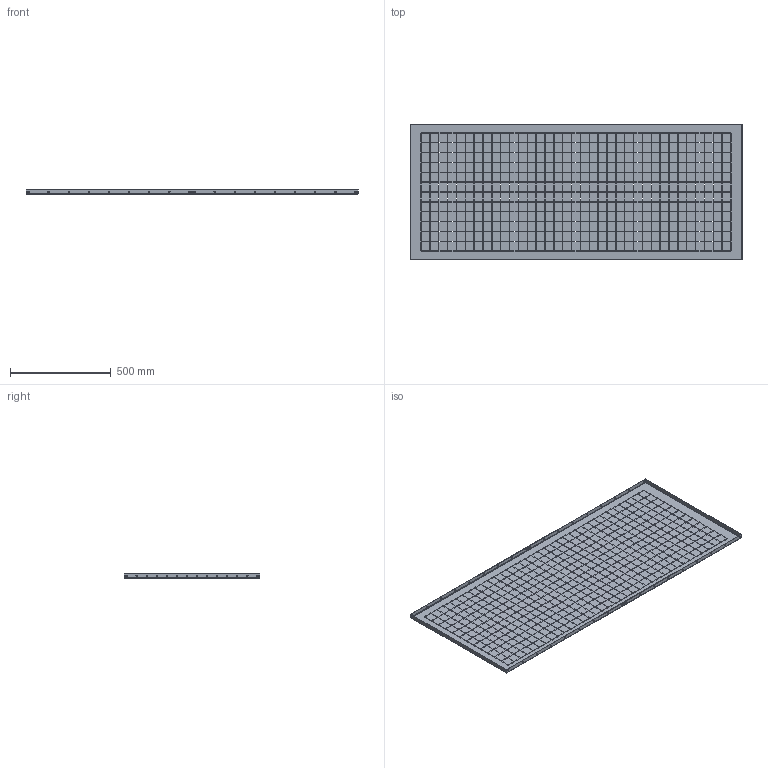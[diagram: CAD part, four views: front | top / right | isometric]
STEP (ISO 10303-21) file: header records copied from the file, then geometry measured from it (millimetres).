
FILE_DESCRIPTION (( 'STEP AP214' ), '1' );
FILE_NAME ('ÌÈ-2571.00.00.001 Ïåðåãîðîäêà âåðòèêàëüíàÿ ïî ãëóáèíå øêàôà 1800õ800.STEP', '2022-12-09T06:24:32', ( '' ), ( '' ), 'SwSTEP 2.0', 'SolidWorks 2021', '' );
FILE_SCHEMA (( 'AUTOMOTIVE_DESIGN' ));
Length unit declared in the file: millimetre
Products named in the file (1): ÌÈ-2571.00.00.001 Ïåðåãîðîäêà âåðòèêàëüíàÿ ïî ãëóáèíå øêàôà 1800õ800
Bounding box: 1649 x 675 x 21 mm (x, y, z)
Volume: 1127701.3 mm3; surface area: 2337863.6 mm2
Topology: 1 solids, 1 shells, 3714 faces, 11104 edges, 7392 vertices
Faces by surface type: plane 3574, cylinder 132, bspline 8
Entity records: 126991 total; most frequent: CARTESIAN_POINT 22972, ORIENTED_EDGE 22208, DIRECTION 18738, EDGE_CURVE 11104, VECTOR 10828, LINE 10828, VERTEX_POINT 7392, EDGE_LOOP 5612
